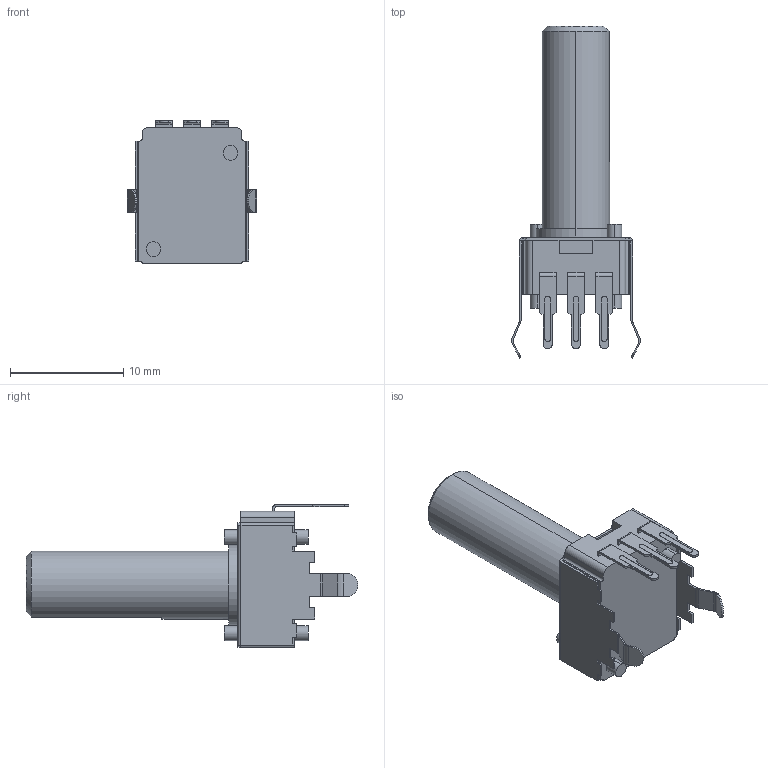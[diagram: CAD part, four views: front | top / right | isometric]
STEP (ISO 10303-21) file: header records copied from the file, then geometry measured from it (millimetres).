
FILE_DESCRIPTION (( 'STEP AP214' ), '1' );
FILE_NAME ('PTV09A-4225F-B104.STEP', '2020-04-28T01:26:41', ( '' ), ( '' ), 'SwSTEP 2.0', 'SolidWorks 2017', '' );
FILE_SCHEMA (( 'AUTOMOTIVE_DESIGN' ));
Length unit declared in the file: millimetre
Products named in the file (1): PTV09A-4225F-B104
Bounding box: 11.4 x 29.3 x 12.6 mm (x, y, z)
Volume: 1057.5 mm3; surface area: 1360.7 mm2
Topology: 6 solids, 6 shells, 202 faces, 528 edges, 346 vertices
Faces by surface type: plane 140, cylinder 61, cone 1
Entity records: 6266 total; most frequent: CARTESIAN_POINT 1083, DIRECTION 1057, ORIENTED_EDGE 1056, EDGE_CURVE 528, VECTOR 401, LINE 401, VERTEX_POINT 346, AXIS2_PLACEMENT_3D 328
